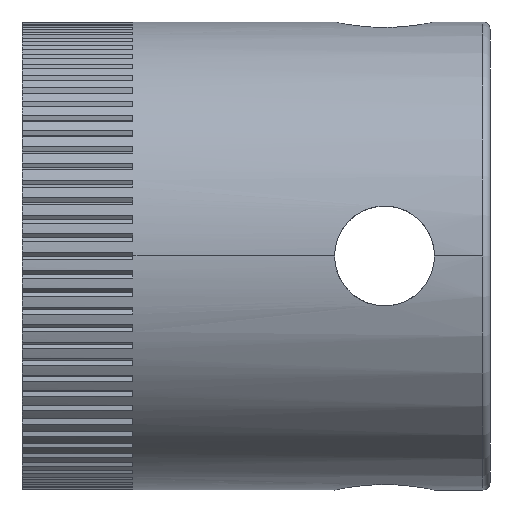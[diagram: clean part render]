
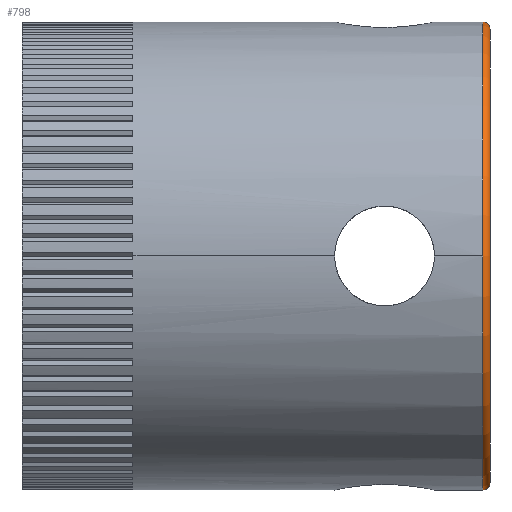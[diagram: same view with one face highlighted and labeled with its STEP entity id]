
A CAD part, front view. The second image highlights one B-rep face of the part: STEP entity #798.
In plain terms, the highlighted toroidal (fillet/blend) face has major radius 6.125 mm and minor radius 0.2 mm.
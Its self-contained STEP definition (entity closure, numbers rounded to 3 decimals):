
#798=ADVANCED_FACE('',(#1599),#1600,.T.);
#1599=FACE_OUTER_BOUND('',#2398,.T.);
#1600=TOROIDAL_SURFACE('',#2399,6.125,0.2);
#2398=EDGE_LOOP('',(#4753,#4754,#4755,#4756,#4757));
#2399=AXIS2_PLACEMENT_3D('',#4758,#4759,#4760);
#4753=ORIENTED_EDGE('',*,*,#5055,.T.);
#4754=ORIENTED_EDGE('',*,*,#6080,.F.);
#4755=ORIENTED_EDGE('',*,*,#5058,.T.);
#4756=ORIENTED_EDGE('',*,*,#5257,.T.);
#4757=ORIENTED_EDGE('',*,*,#5272,.T.);
#4758=CARTESIAN_POINT('',(12.45,0.0,0.0));
#4759=DIRECTION('',(1.0,0.0,0.0));
#4760=DIRECTION('',(0.0,0.0,-1.0));
#5055=EDGE_CURVE('',#6114,#6115,#6116,.T.);
#5058=EDGE_CURVE('',#6121,#6119,#6122,.T.);
#5257=EDGE_CURVE('',#6119,#6502,#6504,.T.);
#5272=EDGE_CURVE('',#6502,#6114,#6523,.T.);
#6080=EDGE_CURVE('',#6121,#6115,#7652,.T.);
#6114=VERTEX_POINT('',#7692);
#6115=VERTEX_POINT('',#7693);
#6116=CIRCLE('',#7694,0.2);
#6119=VERTEX_POINT('',#7697);
#6121=VERTEX_POINT('',#7699);
#6122=CIRCLE('',#7700,0.2);
#6502=VERTEX_POINT('',#8392);
#6504=CIRCLE('',#8395,6.325);
#6523=CIRCLE('',#8456,6.325);
#7652=CIRCLE('',#10118,6.125);
#7692=CARTESIAN_POINT('',(12.45,0.,-6.325));
#7693=CARTESIAN_POINT('',(12.65,0.,-6.125));
#7694=AXIS2_PLACEMENT_3D('',#10148,#10149,#10150);
#7697=CARTESIAN_POINT('',(12.45,0.,6.325));
#7699=CARTESIAN_POINT('',(12.65,0.,6.125));
#7700=AXIS2_PLACEMENT_3D('',#10157,#10158,#10159);
#8392=CARTESIAN_POINT('',(12.45,-6.325,0.));
#8395=AXIS2_PLACEMENT_3D('',#10504,#10505,#10506);
#8456=AXIS2_PLACEMENT_3D('',#10513,#10514,#10515);
#10118=AXIS2_PLACEMENT_3D('',#11240,#11241,#11242);
#10148=CARTESIAN_POINT('',(12.45,0.,-6.125));
#10149=DIRECTION('',(0.0,-1.0,0.));
#10150=DIRECTION('',(0.0,0.,-1.0));
#10157=CARTESIAN_POINT('',(12.45,0.,6.125));
#10158=DIRECTION('',(0.0,-1.0,0.));
#10159=DIRECTION('',(0.0,0.,1.0));
#10504=CARTESIAN_POINT('',(12.45,0.0,0.0));
#10505=DIRECTION('',(1.0,0.0,0.0));
#10506=DIRECTION('',(0.0,1.0,0.0));
#10513=CARTESIAN_POINT('',(12.45,0.0,0.0));
#10514=DIRECTION('',(1.0,0.0,0.0));
#10515=DIRECTION('',(0.0,1.0,0.0));
#11240=CARTESIAN_POINT('',(12.65,0.0,0.0));
#11241=DIRECTION('',(1.0,0.0,0.0));
#11242=DIRECTION('',(0.0,1.0,0.0));
